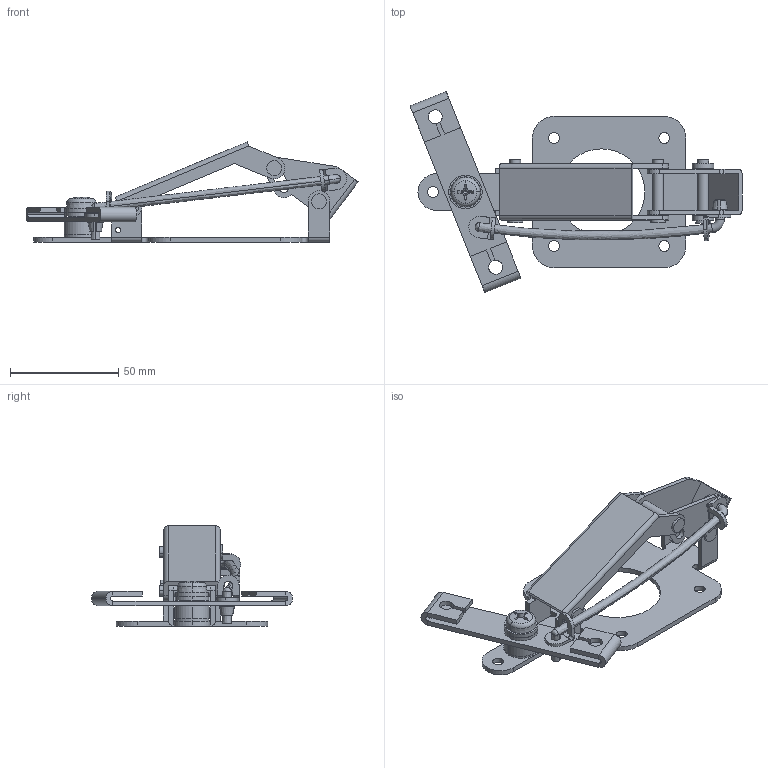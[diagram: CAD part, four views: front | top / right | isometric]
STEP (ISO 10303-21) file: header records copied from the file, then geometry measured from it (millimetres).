
FILE_DESCRIPTION (( 'STEP AP203' ), '1' );
FILE_NAME ('C-871-1_.STEP', '2006-08-11T07:31:24', ( ' ' ), ( ' ' ), 'SwSTEP 2.0', 'SolidWorks 2006104', '' );
FILE_SCHEMA (( 'CONFIG_CONTROL_DESIGN' ));
Length unit declared in the file: millimetre
Products named in the file (12): C-871-1儕儞僋_棉太倌; C-871-1可動アーム_ﾃﾞﾌｫﾙﾄ; 暯儚僢僔儍乕M8彫宆娵4_棉太倌; 廫帤寠晅側傋偹偠M8_M8側傋偹偠L15; C-871-1_; C-871-1儀乕僗斅_棉太倌; C-871-1儕儞僋戜嵗_棉太倌; C-871-1剽_蹬怮椔; C-871-1堆庢晅诉輄棉太倌; C-871-1儘僢僪1_棉太倌; ばね座金M8_JIS B 1251 No.2 8; C-871-1僽僢僔儏_棉太倌
Assembly tree (14 placements, depth 2):
  C-871-1_
    C-871-1剽_蹬怮椔
    C-871-1堆庢晅诉輄棉太倌  x3
    ばね座金M8_JIS B 1251 No.2 8
    C-871-1僽僢僔儏_棉太倌  x2
    暯儚僢僔儍乕M8彫宆娵4_棉太倌
    C-871-1儀乕僗斅_棉太倌
    C-871-1可動アーム_ﾃﾞﾌｫﾙﾄ
    C-871-1儘僢僪1_棉太倌
    C-871-1儕儞僋_棉太倌
    C-871-1儕儞僋戜嵗_棉太倌
    廫帤寠晅側傋偹偠M8_M8側傋偹偠L15
Bounding box: 153.65 x 93.01 x 46.35 mm (x, y, z)
Volume: 33106 mm3; surface area: 35750.5 mm2
Topology: 14 solids, 14 shells, 365 faces, 955 edges, 611 vertices
Faces by surface type: cylinder 167, plane 164, cone 14, bspline 14, torus 4, sphere 2
Entity records: 14310 total; most frequent: CARTESIAN_POINT 5078, DIRECTION 1724, ORIENTED_EDGE 1594, EDGE_CURVE 797, AXIS2_PLACEMENT_3D 637, VERTEX_POINT 517, LINE 450, VECTOR 450
